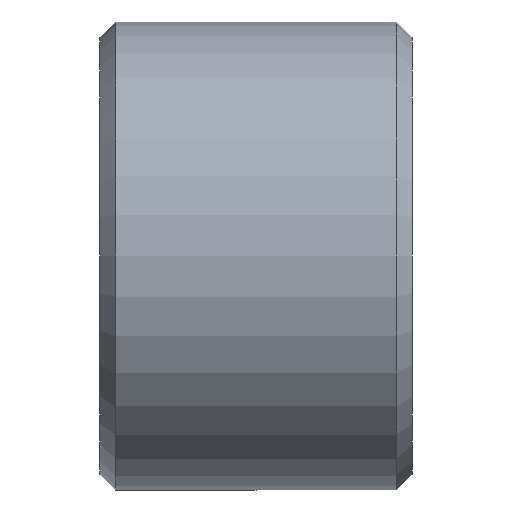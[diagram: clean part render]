
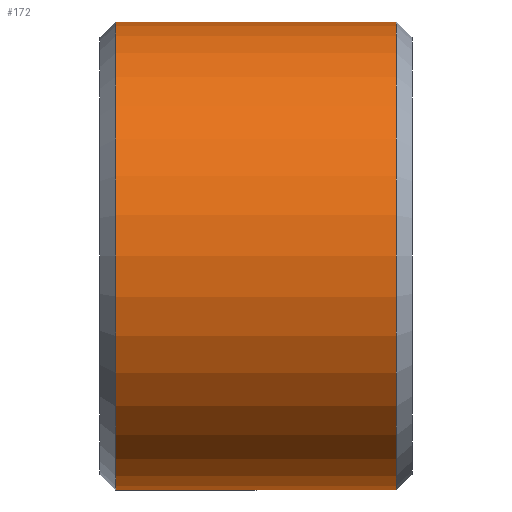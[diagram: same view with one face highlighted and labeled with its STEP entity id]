
A CAD part, left-side view. The second image highlights one B-rep face of the part: STEP entity #172.
In plain terms, the highlighted cylindrical face has radius 7.5 mm (diameter 15 mm), a partial arc.
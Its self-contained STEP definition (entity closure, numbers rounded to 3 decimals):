
#106 = VERTEX_POINT ( 'NONE', #405 ) ;
#109 = VERTEX_POINT ( 'NONE', #387 ) ;
#117 = EDGE_CURVE ( 'NONE', #106, #118, #381, .T. ) ;
#118 = VERTEX_POINT ( 'NONE', #372 ) ;
#150 = EDGE_CURVE ( 'NONE', #109, #162, #345, .T. ) ;
#162 = VERTEX_POINT ( 'NONE', #255 ) ;
#171 = EDGE_CURVE ( 'NONE', #118, #162, #241, .T. ) ;
#172 = ADVANCED_FACE ( 'NONE', ( #237 ), #234, .T. ) ;
#173 = EDGE_LOOP ( 'NONE', ( #174, #175, #183, #184 ) ) ;
#174 = ORIENTED_EDGE ( 'NONE', *, *, #117, .F. ) ;
#175 = ORIENTED_EDGE ( 'NONE', *, *, #176, .T. ) ;
#176 = EDGE_CURVE ( 'NONE', #106, #109, #235, .T. ) ;
#183 = ORIENTED_EDGE ( 'NONE', *, *, #150, .T. ) ;
#184 = ORIENTED_EDGE ( 'NONE', *, *, #171, .F. ) ;
#234 = CYLINDRICAL_SURFACE ( 'NONE', #236, 7.5 ) ;
#235 = CIRCLE ( 'NONE', #397, 7.5 ) ;
#236 = AXIS2_PLACEMENT_3D ( 'NONE', #400, #399, #398 ) ;
#237 = FACE_OUTER_BOUND ( 'NONE', #173, .T. ) ;
#238 = DIRECTION ( 'NONE',  ( 0., 0., 1. ) ) ;
#239 = DIRECTION ( 'NONE',  ( 0., 1., 0. ) ) ;
#240 = AXIS2_PLACEMENT_3D ( 'NONE', #245, #239, #238 ) ;
#241 = CIRCLE ( 'NONE', #240, 7.5 ) ;
#245 = CARTESIAN_POINT ( 'NONE',  ( 0., 4.5, 0. ) ) ;
#255 = CARTESIAN_POINT ( 'NONE',  ( 0., 4.5, 7.5 ) ) ;
#338 = DIRECTION ( 'NONE',  ( 0., 1., 0. ) ) ;
#339 = VECTOR ( 'NONE', #338, 1000. ) ;
#340 = CARTESIAN_POINT ( 'NONE',  ( 0., 20.182, 7.5 ) ) ;
#345 = LINE ( 'NONE', #340, #339 ) ;
#372 = CARTESIAN_POINT ( 'NONE',  ( 0., 4.5, -7.5 ) ) ;
#373 = DIRECTION ( 'NONE',  ( 0., 1., 0. ) ) ;
#374 = VECTOR ( 'NONE', #373, 1000. ) ;
#375 = CARTESIAN_POINT ( 'NONE',  ( 0., 20.182, -7.5 ) ) ;
#381 = LINE ( 'NONE', #375, #374 ) ;
#387 = CARTESIAN_POINT ( 'NONE',  ( 0., -4.5, 7.5 ) ) ;
#394 = DIRECTION ( 'NONE',  ( 0., 0., 1. ) ) ;
#395 = DIRECTION ( 'NONE',  ( 0., 1., 0. ) ) ;
#396 = CARTESIAN_POINT ( 'NONE',  ( 0., -4.5, 0. ) ) ;
#397 = AXIS2_PLACEMENT_3D ( 'NONE', #396, #395, #394 ) ;
#398 = DIRECTION ( 'NONE',  ( 0., 0., 1. ) ) ;
#399 = DIRECTION ( 'NONE',  ( 0., 1., 0. ) ) ;
#400 = CARTESIAN_POINT ( 'NONE',  ( 0., 20.182, 0. ) ) ;
#405 = CARTESIAN_POINT ( 'NONE',  ( 0., -4.5, -7.5 ) ) ;
